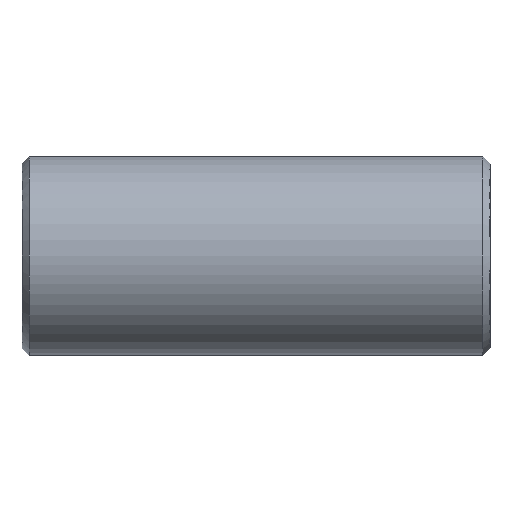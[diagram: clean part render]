
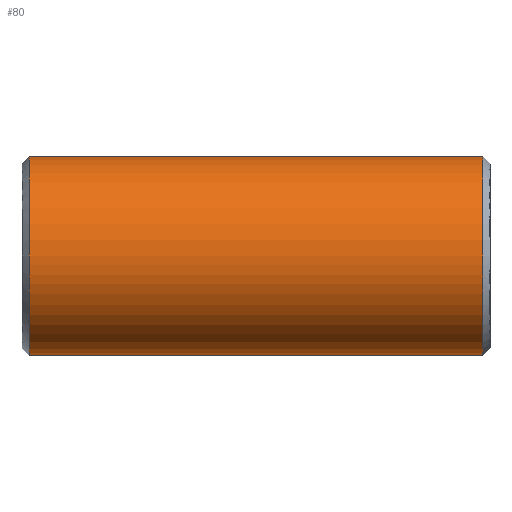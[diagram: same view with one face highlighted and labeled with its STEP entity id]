
A CAD part, front view. The second image highlights one B-rep face of the part: STEP entity #80.
In plain terms, the highlighted face is a revolution surface.
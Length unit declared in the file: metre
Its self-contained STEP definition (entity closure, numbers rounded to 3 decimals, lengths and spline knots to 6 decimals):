
#80=ADVANCED_FACE('',(#188,#189),#190,.T.);
#118=EDGE_CURVE('',#247,#248,#249,.T.);
#120=EDGE_CURVE('',#248,#247,#251,.T.);
#126=EDGE_CURVE('',#259,#260,#261,.T.);
#128=EDGE_CURVE('',#260,#259,#263,.T.);
#188=FACE_OUTER_BOUND('',#328,.T.);
#189=FACE_OUTER_BOUND('',#329,.T.);
#190=SURFACE_OF_REVOLUTION('',#330,#331);
#247=VERTEX_POINT('',#635);
#248=VERTEX_POINT('',#636);
#249=(B_SPLINE_CURVE(3,(#638,#639,#640,#641),.UNSPECIFIED.,.F.,.F.)B_SPLINE_CURVE_WITH_KNOTS((4,4),(0.0,1.0),.UNSPECIFIED.)RATIONAL_B_SPLINE_CURVE((1.0,0.333,0.333,1.0))BOUNDED_CURVE()REPRESENTATION_ITEM('')GEOMETRIC_REPRESENTATION_ITEM()CURVE());
#251=(B_SPLINE_CURVE(3,(#651,#652,#653,#654),.UNSPECIFIED.,.F.,.F.)B_SPLINE_CURVE_WITH_KNOTS((4,4),(0.0,1.0),.UNSPECIFIED.)RATIONAL_B_SPLINE_CURVE((1.0,0.333,0.333,1.0))BOUNDED_CURVE()REPRESENTATION_ITEM('')GEOMETRIC_REPRESENTATION_ITEM()CURVE());
#259=VERTEX_POINT('',#735);
#260=VERTEX_POINT('',#736);
#261=(B_SPLINE_CURVE(3,(#738,#739,#740,#741),.UNSPECIFIED.,.F.,.F.)B_SPLINE_CURVE_WITH_KNOTS((4,4),(0.0,1.0),.UNSPECIFIED.)RATIONAL_B_SPLINE_CURVE((1.0,0.333,0.333,1.0))BOUNDED_CURVE()REPRESENTATION_ITEM('')GEOMETRIC_REPRESENTATION_ITEM()CURVE());
#263=(B_SPLINE_CURVE(3,(#751,#752,#753,#754),.UNSPECIFIED.,.F.,.F.)B_SPLINE_CURVE_WITH_KNOTS((4,4),(0.0,1.0),.UNSPECIFIED.)RATIONAL_B_SPLINE_CURVE((1.0,0.333,0.333,1.0))BOUNDED_CURVE()REPRESENTATION_ITEM('')GEOMETRIC_REPRESENTATION_ITEM()CURVE());
#328=EDGE_LOOP('',(#894,#895));
#329=EDGE_LOOP('',(#896,#897));
#330=B_SPLINE_CURVE_WITH_KNOTS('',1,(#898,#899),.UNSPECIFIED.,.F.,.F.,(2,2),(0.0,1.0),.UNSPECIFIED.);
#331=AXIS1_PLACEMENT('',#900,#901);
#635=CARTESIAN_POINT('',(0.065,0.014,0.0));
#636=CARTESIAN_POINT('',(0.065,-0.014,0.));
#638=CARTESIAN_POINT('',(0.065,0.014,0.0));
#639=CARTESIAN_POINT('',(0.065,0.014,-0.028));
#640=CARTESIAN_POINT('',(0.065,-0.014,-0.028));
#641=CARTESIAN_POINT('',(0.065,-0.014,0.));
#651=CARTESIAN_POINT('',(0.065,-0.014,0.));
#652=CARTESIAN_POINT('',(0.065,-0.014,0.028));
#653=CARTESIAN_POINT('',(0.065,0.014,0.028));
#654=CARTESIAN_POINT('',(0.065,0.014,0.0));
#735=CARTESIAN_POINT('',(0.001,0.014,0.0));
#736=CARTESIAN_POINT('',(0.001,-0.014,0.));
#738=CARTESIAN_POINT('',(0.001,0.014,0.0));
#739=CARTESIAN_POINT('',(0.001,0.014,-0.028));
#740=CARTESIAN_POINT('',(0.001,-0.014,-0.028));
#741=CARTESIAN_POINT('',(0.001,-0.014,0.));
#751=CARTESIAN_POINT('',(0.001,-0.014,0.));
#752=CARTESIAN_POINT('',(0.001,-0.014,0.028));
#753=CARTESIAN_POINT('',(0.001,0.014,0.028));
#754=CARTESIAN_POINT('',(0.001,0.014,0.0));
#894=ORIENTED_EDGE('',*,*,#120,.T.);
#895=ORIENTED_EDGE('',*,*,#118,.T.);
#896=ORIENTED_EDGE('',*,*,#126,.F.);
#897=ORIENTED_EDGE('',*,*,#128,.F.);
#898=CARTESIAN_POINT('',(0.001,0.014,0.0));
#899=CARTESIAN_POINT('',(0.065,0.014,0.0));
#900=CARTESIAN_POINT('',(0.033,0.0,0.0));
#901=DIRECTION('',(1.0,-0.0,-0.0));
